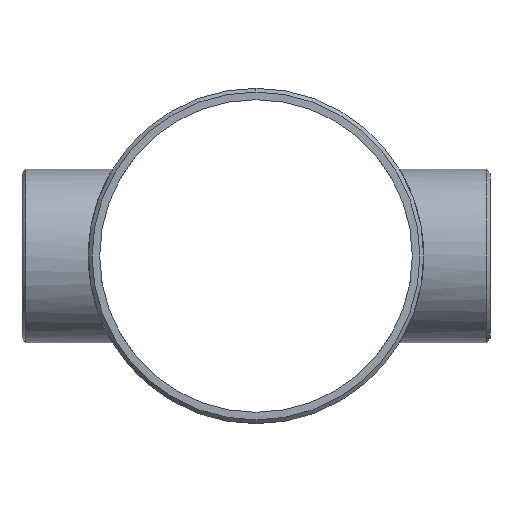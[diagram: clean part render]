
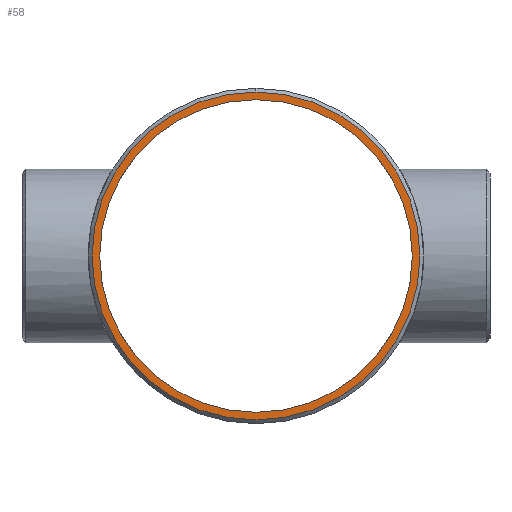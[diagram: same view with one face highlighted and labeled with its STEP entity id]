
A CAD part, left-side view. The second image highlights one B-rep face of the part: STEP entity #58.
In plain terms, the highlighted planar face has unit normal (-1, 0, 0).
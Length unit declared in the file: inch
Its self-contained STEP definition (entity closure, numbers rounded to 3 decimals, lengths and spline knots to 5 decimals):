
#58 = ADVANCED_FACE ( 'NONE', ( #310, #1120 ), #714, .T. ) ;
#75 = ORIENTED_EDGE ( 'NONE', *, *, #1092, .T. ) ;
#97 = VERTEX_POINT ( 'NONE', #370 ) ;
#119 = EDGE_CURVE ( 'NONE', #1075, #773, #361, .T. ) ;
#146 = DIRECTION ( 'NONE',  ( 0., 0., -1. ) ) ;
#158 = EDGE_LOOP ( 'NONE', ( #372, #75 ) ) ;
#185 = CARTESIAN_POINT ( 'NONE',  ( -8.5, 0., 5.25333 ) ) ;
#239 = CARTESIAN_POINT ( 'NONE',  ( -8.5, 0., -5.01 ) ) ;
#268 = DIRECTION ( 'NONE',  ( 1., 0., 0. ) ) ;
#310 = FACE_OUTER_BOUND ( 'NONE', #1113, .T. ) ;
#315 = AXIS2_PLACEMENT_3D ( 'NONE', #578, #986, #597 ) ;
#361 = CIRCLE ( 'NONE', #607, 5.25333 ) ;
#370 = CARTESIAN_POINT ( 'NONE',  ( -8.5, 0., 5.01 ) ) ;
#372 = ORIENTED_EDGE ( 'NONE', *, *, #584, .T. ) ;
#442 = DIRECTION ( 'NONE',  ( -1., 0., 0. ) ) ;
#448 = DIRECTION ( 'NONE',  ( -1., 0., 0. ) ) ;
#494 = DIRECTION ( 'NONE',  ( 1., 0., 0. ) ) ;
#528 = ORIENTED_EDGE ( 'NONE', *, *, #730, .T. ) ;
#567 = AXIS2_PLACEMENT_3D ( 'NONE', #790, #494, #795 ) ;
#578 = CARTESIAN_POINT ( 'NONE',  ( -8.5, 0., 0. ) ) ;
#584 = EDGE_CURVE ( 'NONE', #97, #1200, #1119, .T. ) ;
#597 = DIRECTION ( 'NONE',  ( 0., 0., 1. ) ) ;
#607 = AXIS2_PLACEMENT_3D ( 'NONE', #950, #448, #757 ) ;
#714 = PLANE ( 'NONE',  #718 ) ;
#718 = AXIS2_PLACEMENT_3D ( 'NONE', #723, #442, #146 ) ;
#723 = CARTESIAN_POINT ( 'NONE',  ( -8.5, 0., 0. ) ) ;
#730 = EDGE_CURVE ( 'NONE', #773, #1075, #1015, .T. ) ;
#757 = DIRECTION ( 'NONE',  ( 0., 0., 1. ) ) ;
#773 = VERTEX_POINT ( 'NONE', #934 ) ;
#774 = DIRECTION ( 'NONE',  ( 0., 0., 1. ) ) ;
#781 = CARTESIAN_POINT ( 'NONE',  ( -8.5, 0., 0. ) ) ;
#790 = CARTESIAN_POINT ( 'NONE',  ( -8.5, 0., 0. ) ) ;
#795 = DIRECTION ( 'NONE',  ( 0., 0., 1. ) ) ;
#934 = CARTESIAN_POINT ( 'NONE',  ( -8.5, 0., -5.25333 ) ) ;
#950 = CARTESIAN_POINT ( 'NONE',  ( -8.5, 0., 0. ) ) ;
#973 = ORIENTED_EDGE ( 'NONE', *, *, #119, .T. ) ;
#986 = DIRECTION ( 'NONE',  ( -1., 0., 0. ) ) ;
#1015 = CIRCLE ( 'NONE', #315, 5.25333 ) ;
#1075 = VERTEX_POINT ( 'NONE', #185 ) ;
#1092 = EDGE_CURVE ( 'NONE', #1200, #97, #1147, .T. ) ;
#1113 = EDGE_LOOP ( 'NONE', ( #528, #973 ) ) ;
#1119 = CIRCLE ( 'NONE', #1305, 5.01 ) ;
#1120 = FACE_BOUND ( 'NONE', #158, .T. ) ;
#1147 = CIRCLE ( 'NONE', #567, 5.01 ) ;
#1200 = VERTEX_POINT ( 'NONE', #239 ) ;
#1305 = AXIS2_PLACEMENT_3D ( 'NONE', #781, #268, #774 ) ;
